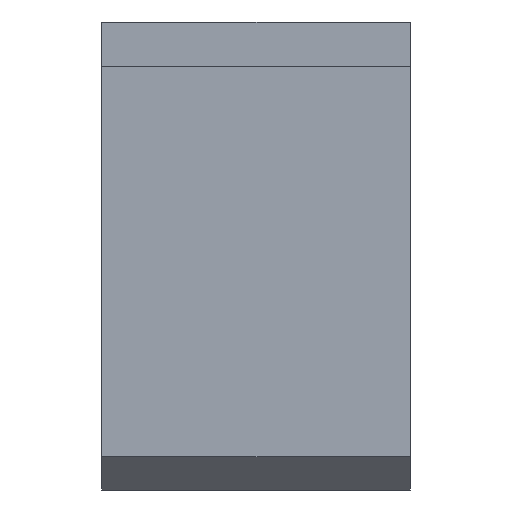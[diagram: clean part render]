
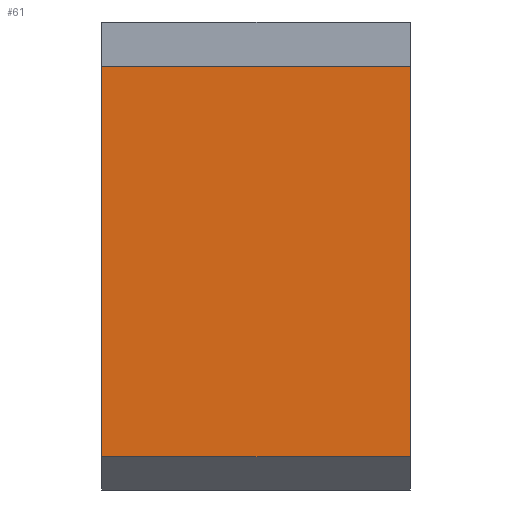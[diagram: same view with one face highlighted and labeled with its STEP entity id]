
A CAD part, front view. The second image highlights one B-rep face of the part: STEP entity #61.
In plain terms, the highlighted planar face has unit normal (0, -1, 0).
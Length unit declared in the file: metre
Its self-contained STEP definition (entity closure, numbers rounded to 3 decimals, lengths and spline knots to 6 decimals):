
#61 = ADVANCED_FACE( '', ( #127 ), #128, .F. );
#127 = FACE_OUTER_BOUND( '', #188, .T. );
#128 = PLANE( '', #189 );
#188 = EDGE_LOOP( '', ( #304, #305, #306, #307 ) );
#189 = AXIS2_PLACEMENT_3D( '', #308, #309, #310 );
#304 = ORIENTED_EDGE( '', *, *, #357, .T. );
#305 = ORIENTED_EDGE( '', *, *, #345, .F. );
#306 = ORIENTED_EDGE( '', *, *, #372, .F. );
#307 = ORIENTED_EDGE( '', *, *, #365, .T. );
#308 = CARTESIAN_POINT( '', ( -0.056, -0.037, -0.034 ) );
#309 = DIRECTION( '', ( 0., 1., 0. ) );
#310 = DIRECTION( '', ( 0., 0., 1. ) );
#345 = EDGE_CURVE( '', #404, #399, #406, .T. );
#357 = EDGE_CURVE( '', #424, #399, #425, .T. );
#365 = EDGE_CURVE( '', #437, #424, #438, .T. );
#372 = EDGE_CURVE( '', #437, #404, #448, .T. );
#399 = VERTEX_POINT( '', #480 );
#404 = VERTEX_POINT( '', #487 );
#406 = LINE( '', #490, #491 );
#424 = VERTEX_POINT( '', #515 );
#425 = LINE( '', #516, #517 );
#437 = VERTEX_POINT( '', #534 );
#438 = LINE( '', #535, #536 );
#448 = LINE( '', #551, #552 );
#480 = CARTESIAN_POINT( '', ( 0., -0.037, 0.037 ) );
#487 = CARTESIAN_POINT( '', ( -0.056, -0.037, 0.037 ) );
#490 = CARTESIAN_POINT( '', ( -0.056, -0.037, 0.037 ) );
#491 = VECTOR( '', #581, 1. );
#515 = CARTESIAN_POINT( '', ( 0., -0.037, -0.034 ) );
#516 = CARTESIAN_POINT( '', ( 0., -0.037, -0.034 ) );
#517 = VECTOR( '', #594, 1. );
#534 = CARTESIAN_POINT( '', ( -0.056, -0.037, -0.034 ) );
#535 = CARTESIAN_POINT( '', ( -0.056, -0.037, -0.034 ) );
#536 = VECTOR( '', #603, 1. );
#551 = CARTESIAN_POINT( '', ( -0.056, -0.037, -0.034 ) );
#552 = VECTOR( '', #609, 1. );
#581 = DIRECTION( '', ( 1., 0., 0. ) );
#594 = DIRECTION( '', ( 0., 0., 1. ) );
#603 = DIRECTION( '', ( 1., 0., 0. ) );
#609 = DIRECTION( '', ( 0., 0., 1. ) );
